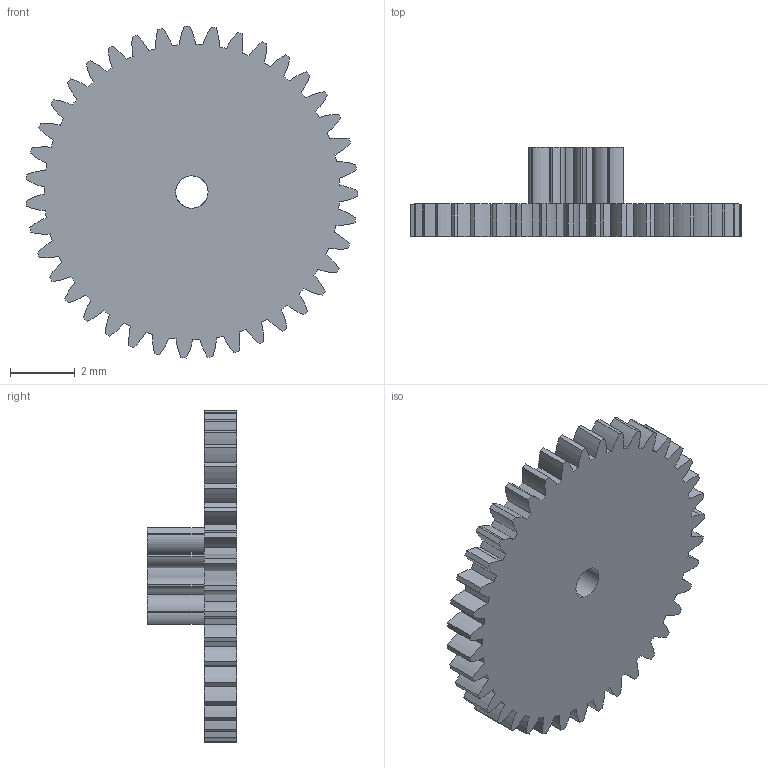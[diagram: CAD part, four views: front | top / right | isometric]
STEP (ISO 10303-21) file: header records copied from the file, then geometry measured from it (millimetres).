
FILE_DESCRIPTION (( 'STEP AP214' ), '1' );
FILE_NAME ('Gear_SubAssembly-2.STEP', '2024-01-17T21:38:07', ( '' ), ( '' ), 'SwSTEP 2.0', 'SolidWorks 2022', '' );
FILE_SCHEMA (( 'AUTOMOTIVE_DESIGN' ));
Length unit declared in the file: millimetre
Products named in the file (3): spur gear_iso_ISO - Spur gear 0.25M 10T 20PA 1.75FW ---S10A75H50L1.0N; Gear_SubAssembly-2; spur gear_iso_ISO - Spur gear 0.25M 39T 20PA 1FW ---S39A75H50L1.0N
Assembly tree (2 placements, depth 2):
  Gear_SubAssembly-2
    spur gear_iso_ISO - Spur gear 0.25M 39T 20PA 1FW ---S39A75H50L1.0N
    spur gear_iso_ISO - Spur gear 0.25M 10T 20PA 1.75FW ---S10A75H50L1.0N
Bounding box: 10.24 x 2.75 x 10.25 mm (x, y, z)
Volume: 79.2 mm3; surface area: 251.2 mm2
Topology: 2 solids, 2 shells, 213 faces, 627 edges, 418 vertices
Faces by surface type: cylinder 209, plane 4
Entity records: 7477 total; most frequent: DIRECTION 1481, CARTESIAN_POINT 1263, ORIENTED_EDGE 1254, AXIS2_PLACEMENT_3D 636, EDGE_CURVE 627, VERTEX_POINT 418, CIRCLE 418, EDGE_LOOP 217
